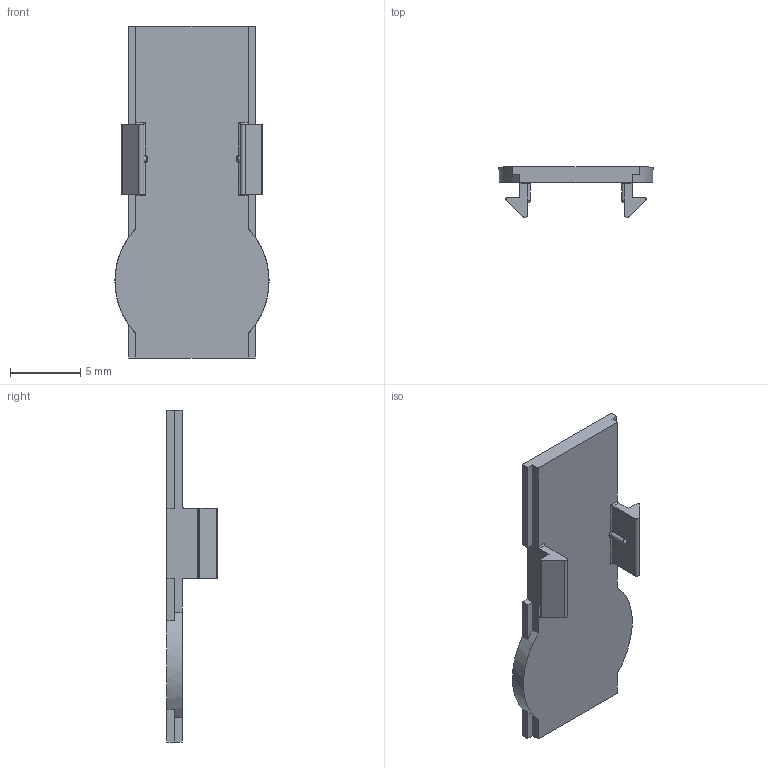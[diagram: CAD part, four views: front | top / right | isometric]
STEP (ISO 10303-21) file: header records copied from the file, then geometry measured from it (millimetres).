
FILE_DESCRIPTION (( 'STEP AP214' ), '1' );
FILE_NAME ('6128024', '2019-01-28T15:47:35', ( '' ), ('JUGARD+KÜNSTNER GmbH'), 'SwSTEP 2.0', 'SolidWorks 2017', '' );
FILE_SCHEMA (( 'AUTOMOTIVE_DESIGN' ));
Length unit declared in the file: millimetre
Products named in the file (1): 6128024
Bounding box: 11 x 3.61 x 23.7 mm (x, y, z)
Volume: 252 mm3; surface area: 576.2 mm2
Topology: 1 solids, 1 shells, 55 faces, 155 edges, 100 vertices
Faces by surface type: plane 34, cylinder 17, bspline 4
Entity records: 1879 total; most frequent: CARTESIAN_POINT 447, ORIENTED_EDGE 306, DIRECTION 277, EDGE_CURVE 153, LINE 113, VECTOR 113, VERTEX_POINT 100, AXIS2_PLACEMENT_3D 82
